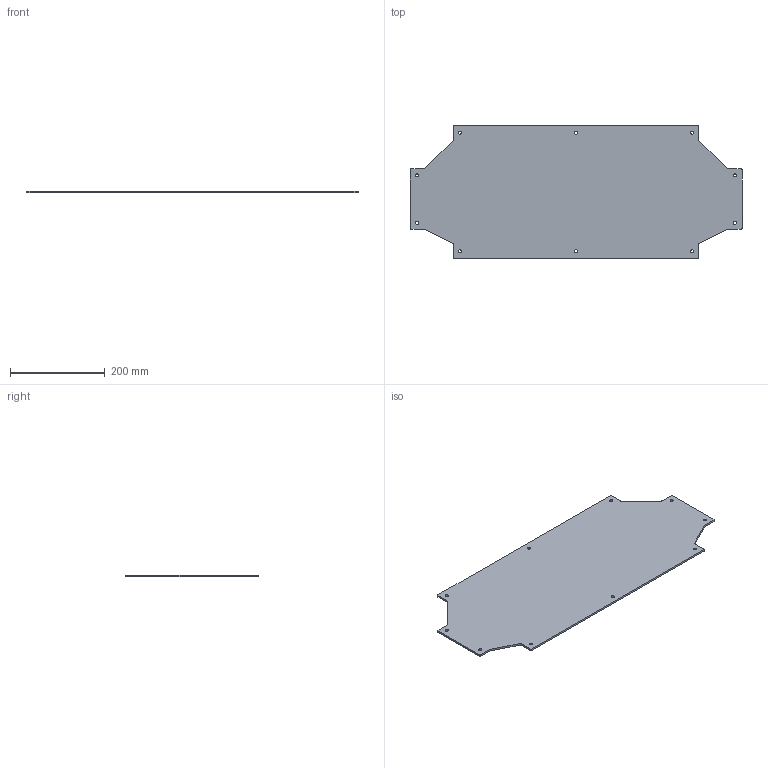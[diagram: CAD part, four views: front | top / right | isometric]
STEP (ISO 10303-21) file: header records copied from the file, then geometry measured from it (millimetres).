
FILE_DESCRIPTION(/* description */ (''),/* implementation_level */ '2;1');
FILE_NAME(/* name */ 'panel_enc2_back_500.step',/* time_stamp */ '2022-09-15T16:14:36+01:00',/* author */ (''),/* organization */ (''),/* preprocessor_version */ 'ST-DEVELOPER v19',/* originating_system */ 'Autodesk Translation Framework v11.7.0.108',/* authorisation */ '');
FILE_SCHEMA (('AUTOMOTIVE_DESIGN { 1 0 10303 214 3 1 1 }'));
Length unit declared in the file: millimetre
Products named in the file (1): panel_enc2_back_500
Bounding box: 700 x 280 x 4 mm (x, y, z)
Volume: 692914.1 mm3; surface area: 354623.3 mm2
Topology: 1 solids, 1 shells, 44 faces, 126 edges, 84 vertices
Faces by surface type: cylinder 26, plane 18
Full cylindrical faces by diameter (mm): 6.6 x10
Entity records: 1542 total; most frequent: DIRECTION 268, CARTESIAN_POINT 255, ORIENTED_EDGE 252, EDGE_CURVE 126, AXIS2_PLACEMENT_3D 97, VERTEX_POINT 84, LINE 74, VECTOR 74
